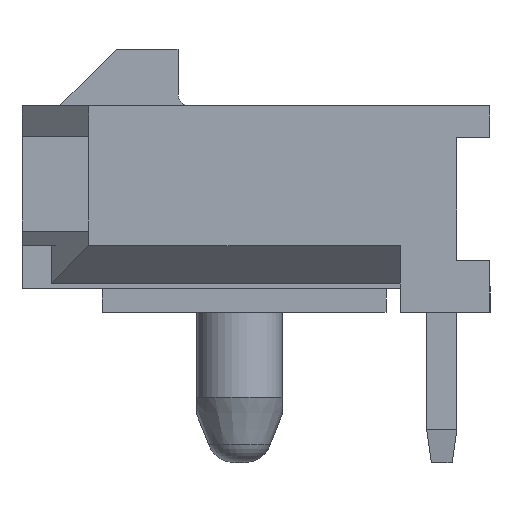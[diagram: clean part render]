
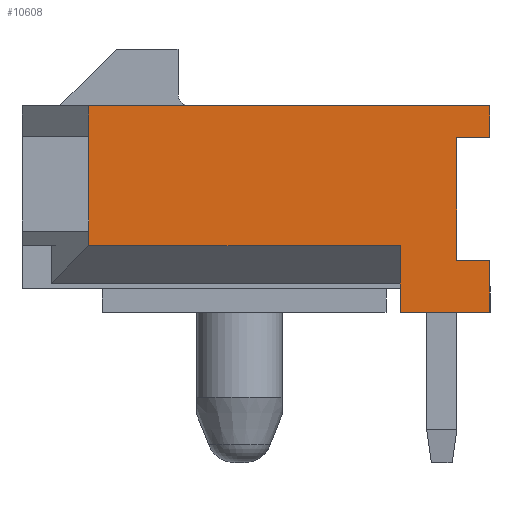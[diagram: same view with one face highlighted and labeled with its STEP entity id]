
A CAD part, left-side view. The second image highlights one B-rep face of the part: STEP entity #10608.
In plain terms, the highlighted face is planar.
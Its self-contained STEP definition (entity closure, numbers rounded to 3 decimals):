
#955=ORIENTED_EDGE('',*,*,#2780,.T.);
#956=ORIENTED_EDGE('',*,*,#2777,.T.);
#957=ORIENTED_EDGE('',*,*,#2774,.T.);
#958=ORIENTED_EDGE('',*,*,#2944,.F.);
#959=ORIENTED_EDGE('',*,*,#2947,.F.);
#960=ORIENTED_EDGE('',*,*,#2896,.F.);
#961=ORIENTED_EDGE('',*,*,#2908,.T.);
#962=ORIENTED_EDGE('',*,*,#2901,.F.);
#963=ORIENTED_EDGE('',*,*,#2845,.F.);
#964=ORIENTED_EDGE('',*,*,#2912,.T.);
#965=ORIENTED_EDGE('',*,*,#2922,.F.);
#966=ORIENTED_EDGE('',*,*,#2946,.F.);
#2774=EDGE_CURVE('',#3782,#3781,#4541,.T.);
#2777=EDGE_CURVE('',#3784,#3782,#4544,.T.);
#2780=EDGE_CURVE('',#3786,#3784,#4547,.T.);
#2845=EDGE_CURVE('',#3832,#3833,#4612,.T.);
#2896=EDGE_CURVE('',#3850,#3867,#4661,.T.);
#2901=EDGE_CURVE('',#3833,#3846,#4666,.T.);
#2908=EDGE_CURVE('',#3850,#3846,#4673,.T.);
#2912=EDGE_CURVE('',#3832,#3874,#4677,.T.);
#2922=EDGE_CURVE('',#3881,#3874,#4687,.T.);
#2944=EDGE_CURVE('',#3890,#3781,#4709,.T.);
#2946=EDGE_CURVE('',#3786,#3881,#4711,.T.);
#2947=EDGE_CURVE('',#3867,#3890,#4712,.T.);
#3781=VERTEX_POINT('',#14312);
#3782=VERTEX_POINT('',#14314);
#3784=VERTEX_POINT('',#14320);
#3786=VERTEX_POINT('',#14326);
#3832=VERTEX_POINT('',#14453);
#3833=VERTEX_POINT('',#14455);
#3846=VERTEX_POINT('',#14493);
#3850=VERTEX_POINT('',#14501);
#3867=VERTEX_POINT('',#14554);
#3874=VERTEX_POINT('',#14582);
#3881=VERTEX_POINT('',#14602);
#3890=VERTEX_POINT('',#14641);
#4541=LINE('',#14313,#5606);
#4544=LINE('',#14319,#5609);
#4547=LINE('',#14325,#5612);
#4612=LINE('',#14454,#5677);
#4661=LINE('',#14553,#5726);
#4666=LINE('',#14563,#5731);
#4673=LINE('',#14575,#5738);
#4677=LINE('',#14583,#5742);
#4687=LINE('',#14603,#5752);
#4709=LINE('',#14640,#5774);
#4711=LINE('',#14644,#5776);
#4712=LINE('',#14646,#5777);
#5606=VECTOR('',#12093,1000.);
#5609=VECTOR('',#12098,1000.);
#5612=VECTOR('',#12103,1000.);
#5677=VECTOR('',#12202,1000.);
#5726=VECTOR('',#12283,1000.);
#5731=VECTOR('',#12292,1000.);
#5738=VECTOR('',#12305,1000.);
#5742=VECTOR('',#12311,1000.);
#5752=VECTOR('',#12327,1000.);
#5774=VECTOR('',#12363,1000.);
#5776=VECTOR('',#12367,1000.);
#5777=VECTOR('',#12370,1000.);
#6402=EDGE_LOOP('',(#955,#956,#957,#958,#959,#960,#961,#962,#963,#964,#965,
#966));
#6839=FACE_BOUND('',#6402,.T.);
#7271=PLANE('',#11065);
#10608=ADVANCED_FACE('',(#6839),#7271,.F.);
#11065=AXIS2_PLACEMENT_3D('',#14645,#12368,#12369);
#12093=DIRECTION('',(0.,1.,0.));
#12098=DIRECTION('',(0.,0.,1.));
#12103=DIRECTION('',(0.,-1.,0.));
#12202=DIRECTION('',(0.,-1.,0.));
#12283=DIRECTION('',(0.,0.,1.));
#12292=DIRECTION('',(0.,0.,1.));
#12305=DIRECTION('',(0.,0.,-1.));
#12311=DIRECTION('',(0.,0.,-1.));
#12327=DIRECTION('',(0.,-1.,0.));
#12363=DIRECTION('',(0.,0.,-1.));
#12367=DIRECTION('',(0.,0.,-1.));
#12368=DIRECTION('',(-1.,0.,0.));
#12369=DIRECTION('',(0.,0.,1.));
#12370=DIRECTION('',(0.,1.,0.));
#14312=CARTESIAN_POINT('',(13.825,4.95,1.515));
#14313=CARTESIAN_POINT('',(13.825,4.25,1.515));
#14314=CARTESIAN_POINT('',(13.825,4.25,1.515));
#14319=CARTESIAN_POINT('',(13.825,4.25,-1.085));
#14320=CARTESIAN_POINT('',(13.825,4.25,-1.085));
#14325=CARTESIAN_POINT('',(13.825,4.95,-1.085));
#14326=CARTESIAN_POINT('',(13.825,4.95,-1.085));
#14453=CARTESIAN_POINT('',(13.825,3.05,-0.771));
#14454=CARTESIAN_POINT('',(13.825,3.05,-0.771));
#14455=CARTESIAN_POINT('',(13.825,-3.536,-0.771));
#14493=CARTESIAN_POINT('',(13.825,-3.536,-0.465));
#14501=CARTESIAN_POINT('',(13.825,-3.536,1.535));
#14553=CARTESIAN_POINT('',(13.825,-3.536,0.));
#14554=CARTESIAN_POINT('',(13.825,-3.536,2.185));
#14563=CARTESIAN_POINT('',(13.825,-3.536,0.));
#14575=CARTESIAN_POINT('',(13.825,-3.536,1.535));
#14582=CARTESIAN_POINT('',(13.825,3.05,-2.185));
#14583=CARTESIAN_POINT('',(13.825,3.05,-2.185));
#14602=CARTESIAN_POINT('',(13.825,4.95,-2.185));
#14603=CARTESIAN_POINT('',(13.825,4.95,-2.185));
#14640=CARTESIAN_POINT('',(13.825,4.95,2.185));
#14641=CARTESIAN_POINT('',(13.825,4.95,2.185));
#14644=CARTESIAN_POINT('',(13.825,4.95,2.185));
#14645=CARTESIAN_POINT('',(13.825,0.,0.));
#14646=CARTESIAN_POINT('',(13.825,-4.95,2.185));
